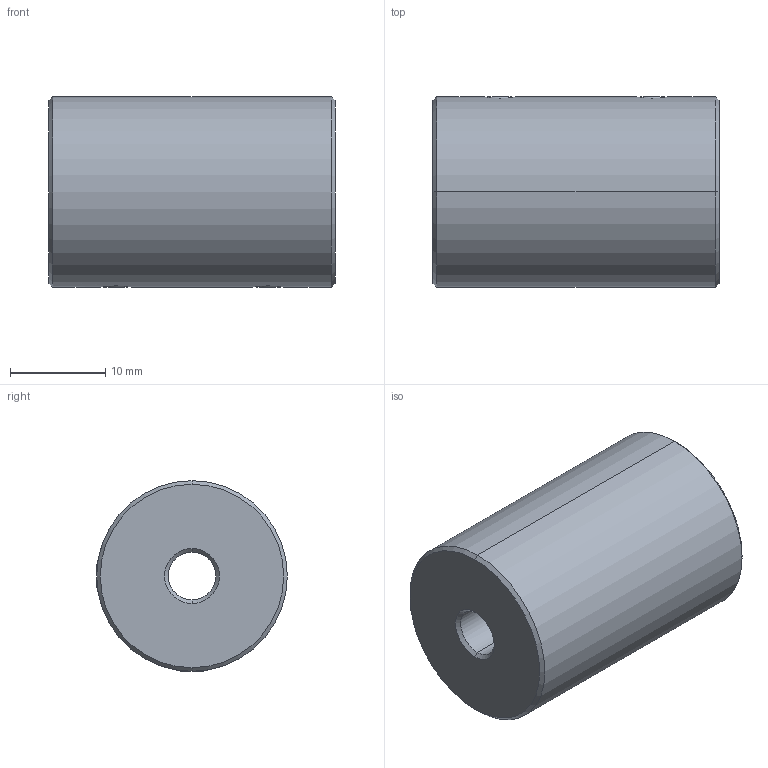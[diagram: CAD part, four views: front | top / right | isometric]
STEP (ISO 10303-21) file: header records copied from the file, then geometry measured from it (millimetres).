
FILE_DESCRIPTION (( 'STEP AP203' ), '1' );
FILE_NAME ('SCL13-20.step', '2011-08-10T07:42:19', ( '' ), ( '' ), 'SwSTEP 2.0', 'SolidWorks 2010', '' );
FILE_SCHEMA (( 'CONFIG_CONTROL_DESIGN' ));
Length unit declared in the file: millimetre
Products named in the file (1): SCL13-20
Bounding box: 30 x 20 x 20 mm (x, y, z)
Volume: 8788.9 mm3; surface area: 3511.7 mm2
Topology: 5 solids, 5 shells, 96 faces, 224 edges, 140 vertices
Faces by surface type: plane 40, cylinder 24, cone 24, bspline 8
Entity records: 3477 total; most frequent: CARTESIAN_POINT 1261, ORIENTED_EDGE 448, DIRECTION 414, EDGE_CURVE 224, AXIS2_PLACEMENT_3D 145, VERTEX_POINT 140, VECTOR 124, LINE 124
